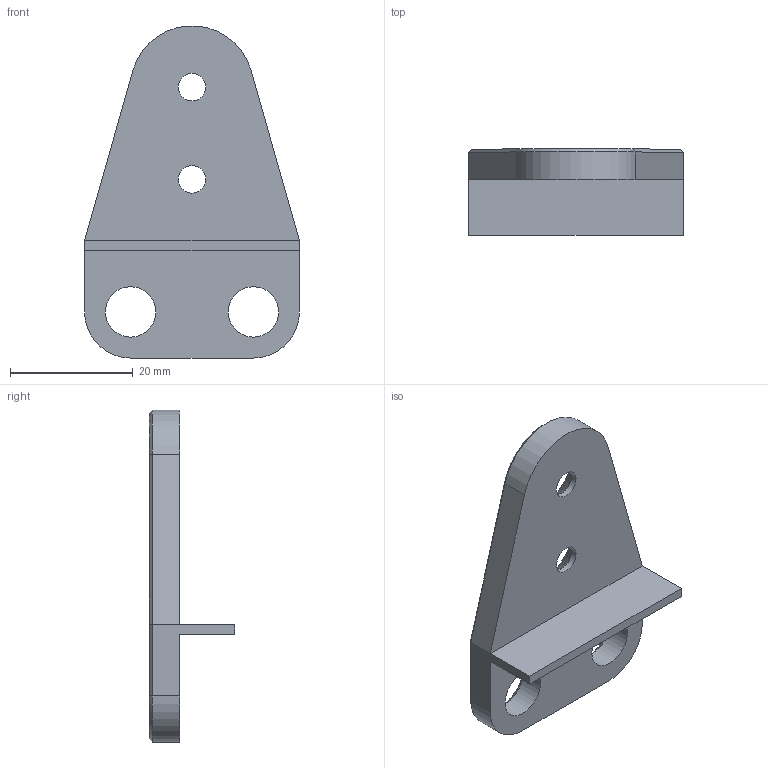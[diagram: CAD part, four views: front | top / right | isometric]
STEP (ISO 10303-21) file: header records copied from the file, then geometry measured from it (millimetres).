
FILE_DESCRIPTION(/* description */ (''),/* implementation_level */ '2;1');
FILE_NAME(/* name */ 'Power Connector Mount.step',/* time_stamp */ '2021-03-16T12:37:48+01:00',/* author */ (''),/* organization */ (''),/* preprocessor_version */ 'ST-DEVELOPER v18.1',/* originating_system */ 'Autodesk Translation Framework v9.10.0.1330',/* authorisation */ '');
FILE_SCHEMA (('AUTOMOTIVE_DESIGN { 1 0 10303 214 3 1 1 }'));
Length unit declared in the file: millimetre
Products named in the file (1): Power Connector
Bounding box: 35 x 14 x 54.06 mm (x, y, z)
Volume: 6907.9 mm3; surface area: 4437 mm2
Topology: 1 solids, 1 shells, 30 faces, 70 edges, 42 vertices
Faces by surface type: plane 16, cone 7, cylinder 7
Full cylindrical faces by diameter (mm): 4.5 x2, 8.2 x2
Entity records: 899 total; most frequent: DIRECTION 153, CARTESIAN_POINT 143, ORIENTED_EDGE 140, EDGE_CURVE 70, AXIS2_PLACEMENT_3D 52, LINE 49, VECTOR 49, VERTEX_POINT 42
